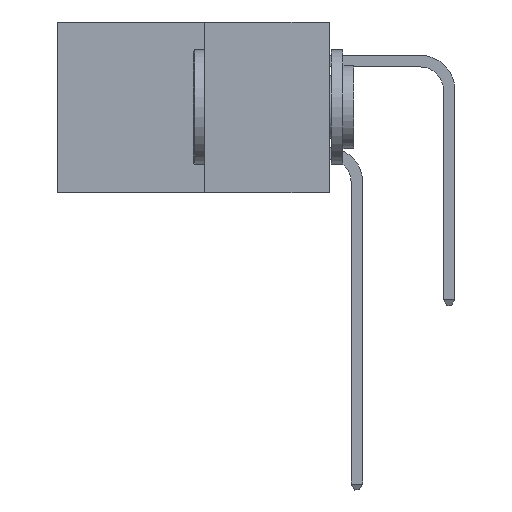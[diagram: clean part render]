
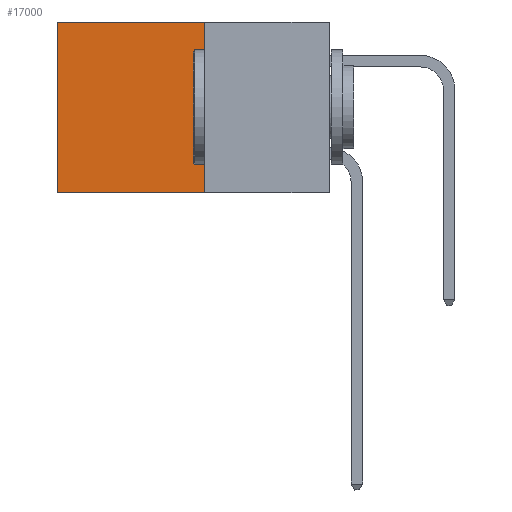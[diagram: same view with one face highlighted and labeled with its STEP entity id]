
A CAD part, left-side view. The second image highlights one B-rep face of the part: STEP entity #17000.
In plain terms, the highlighted planar face has unit normal (-1, 0, 0).
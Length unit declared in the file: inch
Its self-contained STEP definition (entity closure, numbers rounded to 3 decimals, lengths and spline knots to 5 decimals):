
#240 = CARTESIAN_POINT ( 'NONE',  ( 0.277, 0.27, 0. ) ) ;
#590 = DIRECTION ( 'NONE',  ( 0., 0., -1. ) ) ;
#857 = CARTESIAN_POINT ( 'NONE',  ( 0.277, 0.59, -0.37 ) ) ;
#2065 = EDGE_LOOP ( 'NONE', ( #8741, #7200, #16986, #9005 ) ) ;
#2194 = EDGE_CURVE ( 'NONE', #14007, #9624, #10062, .T. ) ;
#2712 = DIRECTION ( 'NONE',  ( 0., 1., 0. ) ) ;
#2739 = CARTESIAN_POINT ( 'NONE',  ( 0.277, 0.27, -0.37 ) ) ;
#3507 = VERTEX_POINT ( 'NONE', #9880 ) ;
#4361 = DIRECTION ( 'NONE',  ( 1., 0., 0. ) ) ;
#5435 = DIRECTION ( 'NONE',  ( 0., 0., -1. ) ) ;
#5452 = VECTOR ( 'NONE', #16455, 39.37008 ) ;
#5622 = VECTOR ( 'NONE', #5435, 39.37008 ) ;
#5643 = CARTESIAN_POINT ( 'NONE',  ( 0.277, 0.27, -0.37 ) ) ;
#6529 = AXIS2_PLACEMENT_3D ( 'NONE', #9908, #4361, #14183 ) ;
#7200 = ORIENTED_EDGE ( 'NONE', *, *, #8515, .F. ) ;
#8515 = EDGE_CURVE ( 'NONE', #3507, #10100, #10959, .T. ) ;
#8741 = ORIENTED_EDGE ( 'NONE', *, *, #8773, .T. ) ;
#8773 = EDGE_CURVE ( 'NONE', #9624, #10100, #17165, .T. ) ;
#8781 = FACE_OUTER_BOUND ( 'NONE', #2065, .T. ) ;
#9005 = ORIENTED_EDGE ( 'NONE', *, *, #2194, .T. ) ;
#9188 = CARTESIAN_POINT ( 'NONE',  ( 0.277, 0.59, 0. ) ) ;
#9624 = VERTEX_POINT ( 'NONE', #9188 ) ;
#9720 = EDGE_CURVE ( 'NONE', #14007, #3507, #16727, .T. ) ;
#9880 = CARTESIAN_POINT ( 'NONE',  ( 0.277, 0.27, -0.37 ) ) ;
#9908 = CARTESIAN_POINT ( 'NONE',  ( 0.277, 0.27, -0.37 ) ) ;
#9955 = CARTESIAN_POINT ( 'NONE',  ( 0.277, 0.59, -0.37 ) ) ;
#10062 = LINE ( 'NONE', #16231, #5452 ) ;
#10100 = VERTEX_POINT ( 'NONE', #9955 ) ;
#10959 = LINE ( 'NONE', #2739, #13808 ) ;
#11367 = PLANE ( 'NONE',  #6529 ) ;
#13579 = VECTOR ( 'NONE', #590, 39.37008 ) ;
#13808 = VECTOR ( 'NONE', #2712, 39.37008 ) ;
#14007 = VERTEX_POINT ( 'NONE', #240 ) ;
#14183 = DIRECTION ( 'NONE',  ( 0., 0., -1. ) ) ;
#16231 = CARTESIAN_POINT ( 'NONE',  ( 0.277, 0.27, 0. ) ) ;
#16455 = DIRECTION ( 'NONE',  ( 0., 1., 0. ) ) ;
#16727 = LINE ( 'NONE', #5643, #5622 ) ;
#16986 = ORIENTED_EDGE ( 'NONE', *, *, #9720, .F. ) ;
#17000 = ADVANCED_FACE ( 'NONE', ( #8781 ), #11367, .F. ) ;
#17165 = LINE ( 'NONE', #857, #13579 ) ;
